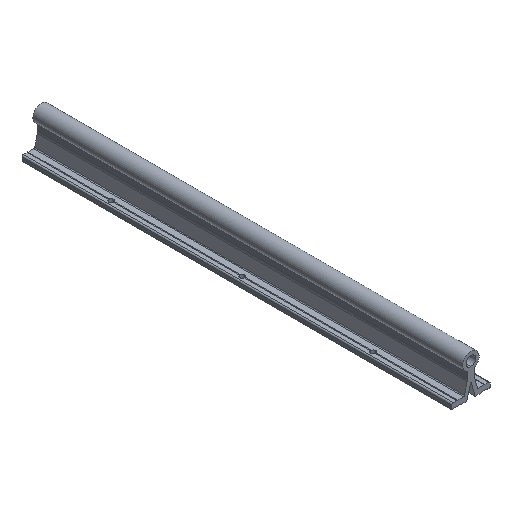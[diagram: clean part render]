
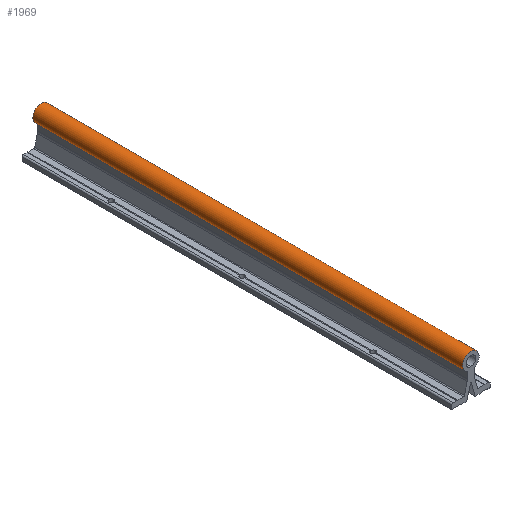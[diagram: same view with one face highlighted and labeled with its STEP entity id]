
A CAD part, isometric view. The second image highlights one B-rep face of the part: STEP entity #1969.
In plain terms, the highlighted cylindrical face has radius 9.525 mm (diameter 19.05 mm), a partial arc.
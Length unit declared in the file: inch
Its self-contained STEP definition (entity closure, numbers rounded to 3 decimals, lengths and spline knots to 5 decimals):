
#4 = DIRECTION ( 'NONE',  ( 0., 0., 1. ) ) ;
#42 = CARTESIAN_POINT ( 'NONE',  ( 0.15559, 0., 1.1588 ) ) ;
#99 = VERTEX_POINT ( 'NONE', #1443 ) ;
#113 = CIRCLE ( 'NONE', #669, 0.375 ) ;
#146 = FACE_OUTER_BOUND ( 'NONE', #1990, .T. ) ;
#153 = VERTEX_POINT ( 'NONE', #1299 ) ;
#171 = DIRECTION ( 'NONE',  ( 0., -1., 0. ) ) ;
#187 = LINE ( 'NONE', #42, #677 ) ;
#221 = DIRECTION ( 'NONE',  ( 0., 1., 0. ) ) ;
#322 = CARTESIAN_POINT ( 'NONE',  ( 0., 0., 1.5 ) ) ;
#426 = EDGE_CURVE ( 'NONE', #1121, #153, #187, .T. ) ;
#435 = LINE ( 'NONE', #570, #910 ) ;
#447 = CARTESIAN_POINT ( 'NONE',  ( 0.15559, -19.69252, 1.1588 ) ) ;
#497 = CARTESIAN_POINT ( 'NONE',  ( 0., -0.00748, 1.5 ) ) ;
#507 = DIRECTION ( 'NONE',  ( 0., -1., 0. ) ) ;
#570 = CARTESIAN_POINT ( 'NONE',  ( -0.15559, 0., 1.1588 ) ) ;
#587 = CIRCLE ( 'NONE', #2088, 0.375 ) ;
#669 = AXIS2_PLACEMENT_3D ( 'NONE', #497, #1661, #2236 ) ;
#677 = VECTOR ( 'NONE', #221, 39.37008 ) ;
#910 = VECTOR ( 'NONE', #2240, 39.37008 ) ;
#1121 = VERTEX_POINT ( 'NONE', #447 ) ;
#1128 = CARTESIAN_POINT ( 'NONE',  ( -0.15559, -0.00748, 1.1588 ) ) ;
#1239 = AXIS2_PLACEMENT_3D ( 'NONE', #322, #507, #1837 ) ;
#1299 = CARTESIAN_POINT ( 'NONE',  ( 0.15559, -0.00748, 1.1588 ) ) ;
#1375 = ORIENTED_EDGE ( 'NONE', *, *, #1920, .F. ) ;
#1411 = ORIENTED_EDGE ( 'NONE', *, *, #2045, .F. ) ;
#1430 = ORIENTED_EDGE ( 'NONE', *, *, #2009, .T. ) ;
#1443 = CARTESIAN_POINT ( 'NONE',  ( -0.15559, -19.69252, 1.1588 ) ) ;
#1554 = ORIENTED_EDGE ( 'NONE', *, *, #426, .T. ) ;
#1661 = DIRECTION ( 'NONE',  ( 0., 1., 0. ) ) ;
#1837 = DIRECTION ( 'NONE',  ( 0., 0., -1. ) ) ;
#1920 = EDGE_CURVE ( 'NONE', #2427, #153, #113, .T. ) ;
#1969 = ADVANCED_FACE ( 'NONE', ( #146 ), #2444, .T. ) ;
#1990 = EDGE_LOOP ( 'NONE', ( #1554, #1375, #1430, #1411 ) ) ;
#2009 = EDGE_CURVE ( 'NONE', #2427, #99, #435, .T. ) ;
#2045 = EDGE_CURVE ( 'NONE', #1121, #99, #587, .T. ) ;
#2074 = CARTESIAN_POINT ( 'NONE',  ( 0., -19.69252, 1.5 ) ) ;
#2088 = AXIS2_PLACEMENT_3D ( 'NONE', #2074, #171, #4 ) ;
#2236 = DIRECTION ( 'NONE',  ( 0., 0., -1. ) ) ;
#2240 = DIRECTION ( 'NONE',  ( 0., -1., 0. ) ) ;
#2427 = VERTEX_POINT ( 'NONE', #1128 ) ;
#2444 = CYLINDRICAL_SURFACE ( 'NONE', #1239, 0.375 ) ;
